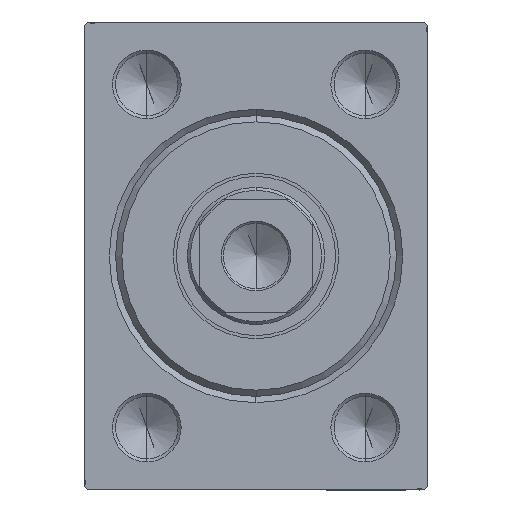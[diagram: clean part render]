
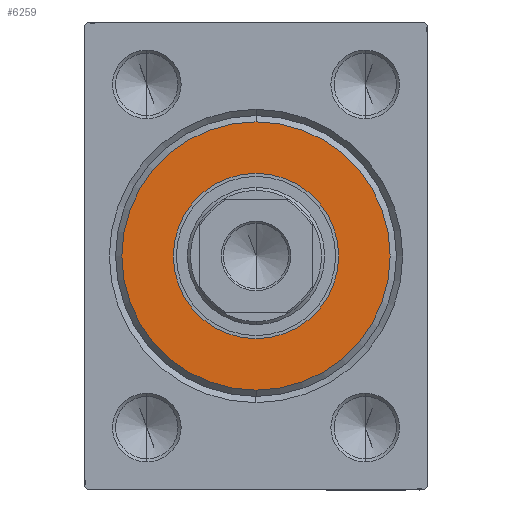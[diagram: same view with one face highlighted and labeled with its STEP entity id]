
A CAD part, left-side view. The second image highlights one B-rep face of the part: STEP entity #6259.
In plain terms, the highlighted face is planar.
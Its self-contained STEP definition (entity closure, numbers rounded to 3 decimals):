
#374 = EDGE_CURVE ( 'NONE', #32598, #29917, #28252, .T. ) ;
#2380 = EDGE_CURVE ( 'NONE', #43210, #2748, #8691, .T. ) ;
#2533 = DIRECTION ( 'NONE',  ( 0., 0., -1. ) ) ;
#2748 = VERTEX_POINT ( 'NONE', #27627 ) ;
#3113 = ORIENTED_EDGE ( 'NONE', *, *, #374, .T. ) ;
#4175 = DIRECTION ( 'NONE',  ( 0., 0., -1. ) ) ;
#5830 = CARTESIAN_POINT ( 'NONE',  ( 3., 0., 0. ) ) ;
#6259 = ADVANCED_FACE ( 'NONE', ( #44044, #43601 ), #29501, .T. ) ;
#7872 = ORIENTED_EDGE ( 'NONE', *, *, #15783, .T. ) ;
#8691 = CIRCLE ( 'NONE', #26140, 13.25 ) ;
#8794 = CARTESIAN_POINT ( 'NONE',  ( 3., 0., 0. ) ) ;
#9369 = CARTESIAN_POINT ( 'NONE',  ( 3., 0., 0. ) ) ;
#10755 = CIRCLE ( 'NONE', #12220, 13.25 ) ;
#12220 = AXIS2_PLACEMENT_3D ( 'NONE', #31993, #42693, #21535 ) ;
#12660 = DIRECTION ( 'NONE',  ( 1., 0., 0. ) ) ;
#15783 = EDGE_CURVE ( 'NONE', #29917, #32598, #37983, .T. ) ;
#16523 = DIRECTION ( 'NONE',  ( 0., 0., -1. ) ) ;
#21422 = ORIENTED_EDGE ( 'NONE', *, *, #2380, .F. ) ;
#21535 = DIRECTION ( 'NONE',  ( 0., 0., -1. ) ) ;
#24211 = AXIS2_PLACEMENT_3D ( 'NONE', #5830, #12660, #26539 ) ;
#24690 = CARTESIAN_POINT ( 'NONE',  ( 3., 0., -21.5 ) ) ;
#25320 = CARTESIAN_POINT ( 'NONE',  ( 3., 0., 21.5 ) ) ;
#25341 = CARTESIAN_POINT ( 'NONE',  ( 3., 0., 0. ) ) ;
#26140 = AXIS2_PLACEMENT_3D ( 'NONE', #9369, #37125, #2533 ) ;
#26539 = DIRECTION ( 'NONE',  ( 0., 0., -1. ) ) ;
#26825 = EDGE_LOOP ( 'NONE', ( #31571, #21422 ) ) ;
#27627 = CARTESIAN_POINT ( 'NONE',  ( 3., 0., -13.25 ) ) ;
#28252 = CIRCLE ( 'NONE', #33314, 21.5 ) ;
#28412 = AXIS2_PLACEMENT_3D ( 'NONE', #8794, #43376, #16523 ) ;
#29501 = PLANE ( 'NONE',  #28412 ) ;
#29917 = VERTEX_POINT ( 'NONE', #24690 ) ;
#31571 = ORIENTED_EDGE ( 'NONE', *, *, #37048, .F. ) ;
#31993 = CARTESIAN_POINT ( 'NONE',  ( 3., 0., 0. ) ) ;
#32598 = VERTEX_POINT ( 'NONE', #25320 ) ;
#33011 = CARTESIAN_POINT ( 'NONE',  ( 3., 0., 13.25 ) ) ;
#33314 = AXIS2_PLACEMENT_3D ( 'NONE', #25341, #42402, #4175 ) ;
#37048 = EDGE_CURVE ( 'NONE', #2748, #43210, #10755, .T. ) ;
#37125 = DIRECTION ( 'NONE',  ( 1., 0., 0. ) ) ;
#37486 = EDGE_LOOP ( 'NONE', ( #3113, #7872 ) ) ;
#37983 = CIRCLE ( 'NONE', #24211, 21.5 ) ;
#42402 = DIRECTION ( 'NONE',  ( 1., 0., 0. ) ) ;
#42693 = DIRECTION ( 'NONE',  ( 1., 0., 0. ) ) ;
#43210 = VERTEX_POINT ( 'NONE', #33011 ) ;
#43376 = DIRECTION ( 'NONE',  ( 1., 0., 0. ) ) ;
#43601 = FACE_BOUND ( 'NONE', #26825, .T. ) ;
#44044 = FACE_OUTER_BOUND ( 'NONE', #37486, .T. ) ;
